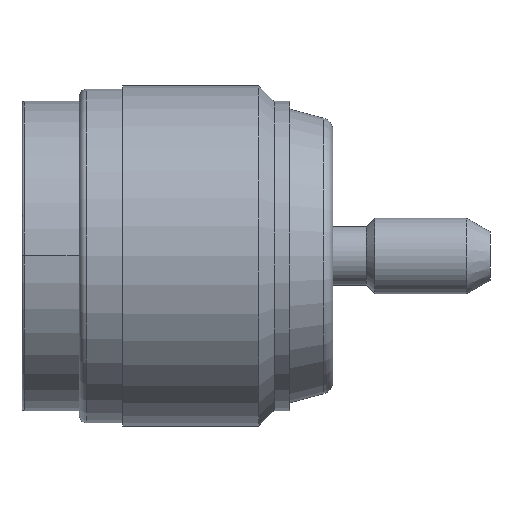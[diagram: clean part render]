
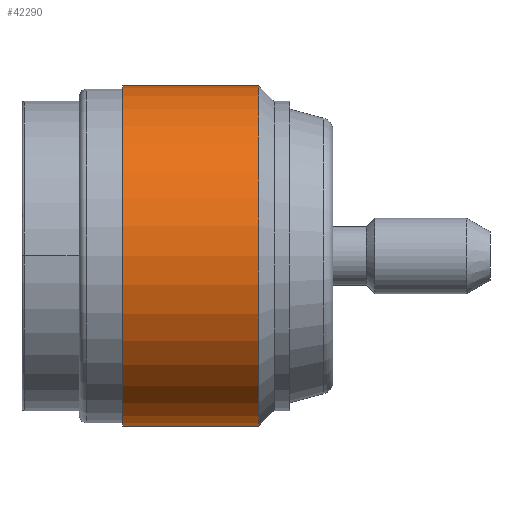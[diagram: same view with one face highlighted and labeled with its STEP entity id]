
A CAD part, top view. The second image highlights one B-rep face of the part: STEP entity #42290.
In plain terms, the highlighted cylindrical face has radius 11 mm (diameter 22 mm), a partial arc.
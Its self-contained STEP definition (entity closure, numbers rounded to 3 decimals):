
#5218=CARTESIAN_POINT('',(2.7,-3.2,0.));
#5219=DIRECTION('',(1.,0.,0.));
#5220=DIRECTION('',(0.,1.,0.));
#5221=AXIS2_PLACEMENT_3D('',#5218,#5219,#5220);
#5236=DIRECTION('',(-1.,0.,0.));
#5237=VECTOR('',#5236,8.8);
#5238=CARTESIAN_POINT('',(2.7,7.8,0.));
#5239=LINE('',#5238,#5237);
#5240=DIRECTION('',(-1.,0.,0.));
#5241=VECTOR('',#5240,8.8);
#5242=CARTESIAN_POINT('',(2.7,-14.2,0.));
#5243=LINE('',#5242,#5241);
#5249=CARTESIAN_POINT('',(-6.1,-3.2,0.));
#5250=DIRECTION('',(1.,0.,0.));
#5251=DIRECTION('',(0.,1.,0.));
#5252=AXIS2_PLACEMENT_3D('',#5249,#5250,#5251);
#30843=CARTESIAN_POINT('',(-6.1,7.8,0.));
#30844=CARTESIAN_POINT('',(-6.1,-14.2,0.));
#30845=VERTEX_POINT('',#30843);
#30846=VERTEX_POINT('',#30844);
#30907=CARTESIAN_POINT('',(2.7,7.8,0.));
#30908=CARTESIAN_POINT('',(2.7,-14.2,0.));
#30909=VERTEX_POINT('',#30907);
#30910=VERTEX_POINT('',#30908);
#42276=CARTESIAN_POINT('',(4.33,-3.2,0.));
#42277=DIRECTION('',(-1.,0.,0.));
#42278=DIRECTION('',(0.,1.,0.));
#42279=AXIS2_PLACEMENT_3D('',#42276,#42277,#42278);
#42280=CYLINDRICAL_SURFACE('',#42279,11.);
#42282=ORIENTED_EDGE('',*,*,#42281,.F.);
#42283=ORIENTED_EDGE('',*,*,#42266,.T.);
#42285=ORIENTED_EDGE('',*,*,#42284,.T.);
#42287=ORIENTED_EDGE('',*,*,#42286,.F.);
#42288=EDGE_LOOP('',(#42282,#42283,#42285,#42287));
#42289=FACE_OUTER_BOUND('',#42288,.F.);
#42290=ADVANCED_FACE('',(#42289),#42280,.T.);
#5222=CIRCLE('',#5221,11.);
#5253=CIRCLE('',#5252,11.);
#42266=EDGE_CURVE('',#30909,#30910,#5222,.T.);
#42281=EDGE_CURVE('',#30909,#30845,#5239,.T.);
#42284=EDGE_CURVE('',#30910,#30846,#5243,.T.);
#42286=EDGE_CURVE('',#30845,#30846,#5253,.T.);
